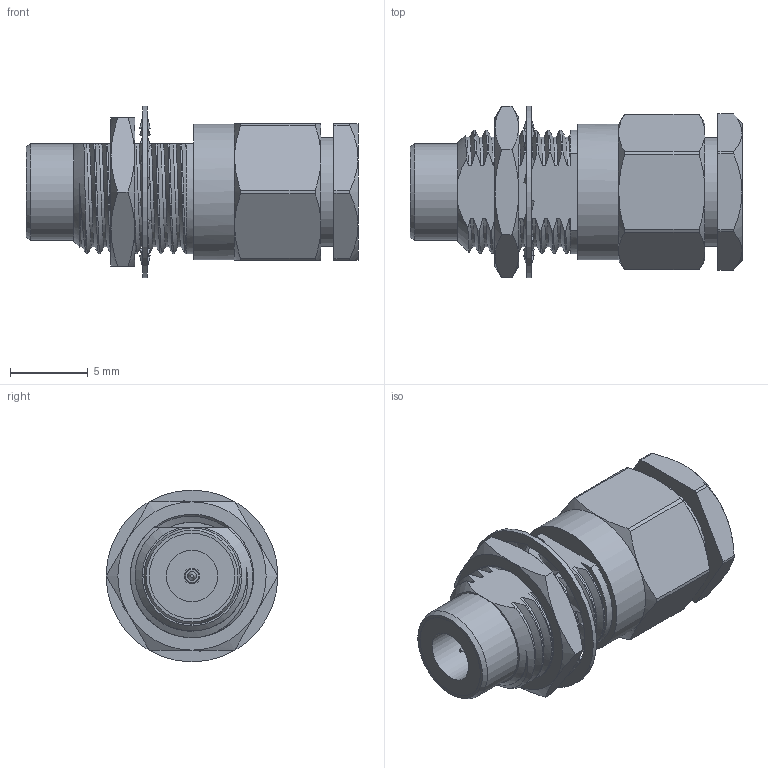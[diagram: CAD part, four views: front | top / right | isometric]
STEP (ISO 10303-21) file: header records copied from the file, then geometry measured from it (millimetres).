
FILE_DESCRIPTION (( 'STEP AP203' ), '1' );
FILE_NAME ('PE4906.step', '2020-05-01T19:42:24', ( '' ), ( '' ), 'SwSTEP 2.0', 'SolidWorks 2018', '' );
FILE_SCHEMA (( 'CONFIG_CONTROL_DESIGN' ));
Length unit declared in the file: inch
Products named in the file (1): PE4906
Bounding box: 21.34 x 11.04 x 11.04 mm (x, y, z)
Volume: 984.1 mm3; surface area: 1913.8 mm2
Topology: 8 solids, 9 shells, 236 faces, 626 edges, 420 vertices
Faces by surface type: bspline 77, cylinder 69, plane 53, cone 37
Full cylindrical faces by diameter (mm): 0.552 x1, 0.559 x1, 0.635 x1, 0.889 x1, 0.93 x1, 0.978 x1, 1.007 x1, 1.448 x2, 1.706 x1, 2.997 x1, 3.315 x1, 3.841 x1, 3.931 x1, 5.305 x1, 5.493 x1, 5.574 x2, 6.191 x1, 6.744 x2, 7.012 x1, 7.173 x1, 8.734 x1, 11.04 x1
Entity records: 22999 total; most frequent: CARTESIAN_POINT 18041, ORIENTED_EDGE 1162, DIRECTION 733, EDGE_CURVE 581, VERTEX_POINT 412, AXIS2_PLACEMENT_3D 314, EDGE_LOOP 301, FACE_OUTER_BOUND 261
